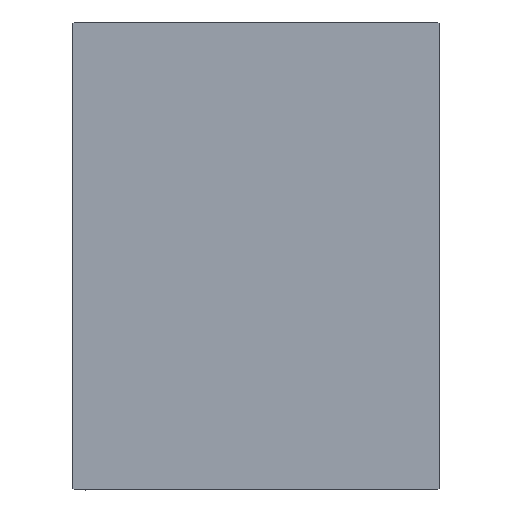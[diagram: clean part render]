
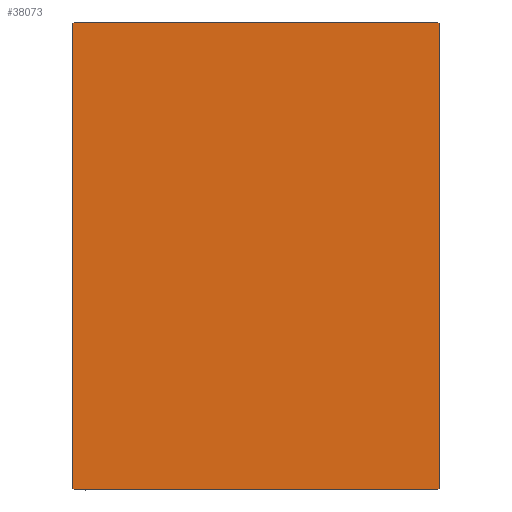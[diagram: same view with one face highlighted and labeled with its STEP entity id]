
A CAD part, left-side view. The second image highlights one B-rep face of the part: STEP entity #38073.
In plain terms, the highlighted face is planar.
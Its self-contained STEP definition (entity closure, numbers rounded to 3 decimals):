
#391 = DIRECTION ( 'NONE',  ( 0., 0., 1. ) ) ;
#1137 = VECTOR ( 'NONE', #41164, 1000. ) ;
#2574 = VECTOR ( 'NONE', #6479, 1000. ) ;
#4295 = CARTESIAN_POINT ( 'NONE',  ( 108., 44.7, 57.5 ) ) ;
#6192 = VERTEX_POINT ( 'NONE', #7014 ) ;
#6479 = DIRECTION ( 'NONE',  ( 0., -1., 0. ) ) ;
#7014 = CARTESIAN_POINT ( 'NONE',  ( 108., -45., 57.2 ) ) ;
#7327 = LINE ( 'NONE', #13395, #34272 ) ;
#7557 = ORIENTED_EDGE ( 'NONE', *, *, #18468, .T. ) ;
#10222 = CARTESIAN_POINT ( 'NONE',  ( 108., -45., -57.2 ) ) ;
#10759 = CARTESIAN_POINT ( 'NONE',  ( 108., 51.1, -51.1 ) ) ;
#11154 = DIRECTION ( 'NONE',  ( 0., -0.707, 0.707 ) ) ;
#11458 = VECTOR ( 'NONE', #18429, 1000. ) ;
#11480 = CARTESIAN_POINT ( 'NONE',  ( 108., -45., -57.5 ) ) ;
#11863 = LINE ( 'NONE', #12079, #42054 ) ;
#12079 = CARTESIAN_POINT ( 'NONE',  ( 108., -51.1, 51.1 ) ) ;
#12417 = VERTEX_POINT ( 'NONE', #37529 ) ;
#12863 = DIRECTION ( 'NONE',  ( 0., 0., -1. ) ) ;
#13395 = CARTESIAN_POINT ( 'NONE',  ( 108., 45., -57.5 ) ) ;
#14809 = DIRECTION ( 'NONE',  ( 0., 0., -1. ) ) ;
#15904 = EDGE_CURVE ( 'NONE', #33183, #21548, #42552, .T. ) ;
#17971 = ORIENTED_EDGE ( 'NONE', *, *, #15904, .T. ) ;
#18379 = VECTOR ( 'NONE', #14809, 1000. ) ;
#18429 = DIRECTION ( 'NONE',  ( 0., 1., 0. ) ) ;
#18468 = EDGE_CURVE ( 'NONE', #12417, #31981, #7327, .T. ) ;
#19926 = CARTESIAN_POINT ( 'NONE',  ( 108., 44.7, -57.5 ) ) ;
#20921 = LINE ( 'NONE', #24613, #34594 ) ;
#21548 = VERTEX_POINT ( 'NONE', #36521 ) ;
#21733 = VECTOR ( 'NONE', #32353, 1000. ) ;
#22320 = LINE ( 'NONE', #33186, #2574 ) ;
#22844 = FACE_OUTER_BOUND ( 'NONE', #35912, .T. ) ;
#23062 = PLANE ( 'NONE',  #30438 ) ;
#24056 = VERTEX_POINT ( 'NONE', #4295 ) ;
#24094 = LINE ( 'NONE', #11480, #11458 ) ;
#24170 = ORIENTED_EDGE ( 'NONE', *, *, #25564, .T. ) ;
#24380 = CARTESIAN_POINT ( 'NONE',  ( 108., -45., 57.5 ) ) ;
#24613 = CARTESIAN_POINT ( 'NONE',  ( 108., 51.1, 51.1 ) ) ;
#25335 = DIRECTION ( 'NONE',  ( 0., -0.707, -0.707 ) ) ;
#25521 = ORIENTED_EDGE ( 'NONE', *, *, #28558, .T. ) ;
#25564 = EDGE_CURVE ( 'NONE', #6192, #33183, #37636, .T. ) ;
#27439 = EDGE_CURVE ( 'NONE', #21548, #31578, #24094, .T. ) ;
#28558 = EDGE_CURVE ( 'NONE', #31578, #12417, #34636, .T. ) ;
#29481 = EDGE_CURVE ( 'NONE', #30969, #6192, #11863, .T. ) ;
#30438 = AXIS2_PLACEMENT_3D ( 'NONE', #38964, #42633, #12863 ) ;
#30969 = VERTEX_POINT ( 'NONE', #35019 ) ;
#31578 = VERTEX_POINT ( 'NONE', #19926 ) ;
#31590 = EDGE_CURVE ( 'NONE', #24056, #30969, #22320, .T. ) ;
#31981 = VERTEX_POINT ( 'NONE', #32010 ) ;
#32010 = CARTESIAN_POINT ( 'NONE',  ( 108., 45., 57.2 ) ) ;
#32353 = DIRECTION ( 'NONE',  ( 0., 0.707, -0.707 ) ) ;
#33183 = VERTEX_POINT ( 'NONE', #10222 ) ;
#33186 = CARTESIAN_POINT ( 'NONE',  ( 108., 45., 57.5 ) ) ;
#34272 = VECTOR ( 'NONE', #391, 1000. ) ;
#34374 = ORIENTED_EDGE ( 'NONE', *, *, #27439, .T. ) ;
#34594 = VECTOR ( 'NONE', #11154, 1000. ) ;
#34636 = LINE ( 'NONE', #10759, #1137 ) ;
#35019 = CARTESIAN_POINT ( 'NONE',  ( 108., -44.7, 57.5 ) ) ;
#35605 = ORIENTED_EDGE ( 'NONE', *, *, #31590, .T. ) ;
#35912 = EDGE_LOOP ( 'NONE', ( #34374, #25521, #7557, #42389, #35605, #37422, #24170, #17971 ) ) ;
#36521 = CARTESIAN_POINT ( 'NONE',  ( 108., -44.7, -57.5 ) ) ;
#37422 = ORIENTED_EDGE ( 'NONE', *, *, #29481, .T. ) ;
#37529 = CARTESIAN_POINT ( 'NONE',  ( 108., 45., -57.2 ) ) ;
#37636 = LINE ( 'NONE', #24380, #18379 ) ;
#38073 = ADVANCED_FACE ( 'NONE', ( #22844 ), #23062, .T. ) ;
#38964 = CARTESIAN_POINT ( 'NONE',  ( 108., 0., 0. ) ) ;
#41164 = DIRECTION ( 'NONE',  ( 0., 0.707, 0.707 ) ) ;
#42054 = VECTOR ( 'NONE', #25335, 1000. ) ;
#42129 = CARTESIAN_POINT ( 'NONE',  ( 108., -51.1, -51.1 ) ) ;
#42389 = ORIENTED_EDGE ( 'NONE', *, *, #42665, .T. ) ;
#42552 = LINE ( 'NONE', #42129, #21733 ) ;
#42633 = DIRECTION ( 'NONE',  ( 1., 0., 0. ) ) ;
#42665 = EDGE_CURVE ( 'NONE', #31981, #24056, #20921, .T. ) ;
